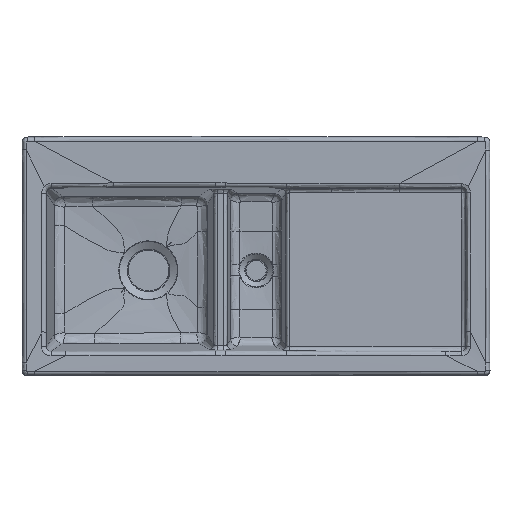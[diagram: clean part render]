
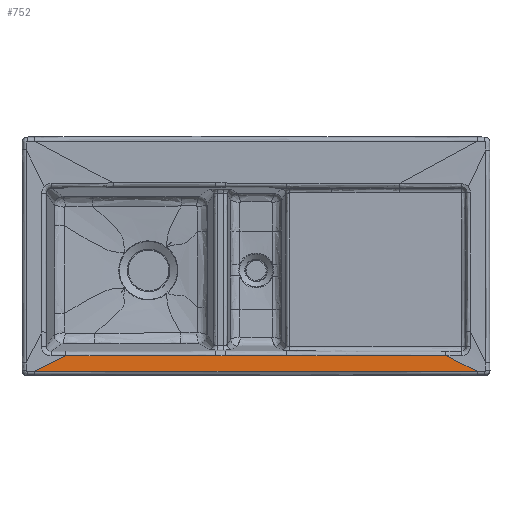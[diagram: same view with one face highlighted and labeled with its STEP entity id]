
A CAD part, top view. The second image highlights one B-rep face of the part: STEP entity #752.
In plain terms, the highlighted free-form (B-spline) face has degree [3, 1] with [4, 2] control points.
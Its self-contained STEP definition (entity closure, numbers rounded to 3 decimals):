
#752=ADVANCED_FACE('',(#1244),#926,.T.);
#926=B_SPLINE_SURFACE_WITH_KNOTS('',3,1,((#32118,#32119),(#32120,#32121),
(#32122,#32123),(#32124,#32125)),.UNSPECIFIED.,.F.,.F.,.F.,(4,4),(2,2),
(0.,1.),(0.,1.),.UNSPECIFIED.);
#1244=FACE_OUTER_BOUND('',#1603,.T.);
#1603=EDGE_LOOP('',(#3131,#3132,#3133,#3134,#3135,#3136,#3137));
#3131=ORIENTED_EDGE('',*,*,#4539,.T.);
#3132=ORIENTED_EDGE('',*,*,#4543,.T.);
#3133=ORIENTED_EDGE('',*,*,#4544,.T.);
#3134=ORIENTED_EDGE('',*,*,#4549,.T.);
#3135=ORIENTED_EDGE('',*,*,#4604,.F.);
#3136=ORIENTED_EDGE('',*,*,#4346,.T.);
#3137=ORIENTED_EDGE('',*,*,#4600,.T.);
#3654=VERTEX_POINT('',#25028);
#3655=VERTEX_POINT('',#25029);
#3723=VERTEX_POINT('',#28685);
#3728=VERTEX_POINT('',#28824);
#3767=VERTEX_POINT('',#30522);
#3768=VERTEX_POINT('',#30523);
#3772=VERTEX_POINT('',#30616);
#4346=EDGE_CURVE('',#3654,#3655,#5109,.T.);
#4539=EDGE_CURVE('',#3767,#3768,#5236,.T.);
#4543=EDGE_CURVE('',#3768,#3723,#5238,.T.);
#4544=EDGE_CURVE('',#3723,#3728,#5239,.T.);
#4549=EDGE_CURVE('',#3728,#3772,#5240,.T.);
#4600=EDGE_CURVE('',#3655,#3767,#5279,.T.);
#4604=EDGE_CURVE('',#3654,#3772,#5283,.T.);
#5109=B_SPLINE_CURVE_WITH_KNOTS('',3,(#25024,#25025,#25026,#25027),
 .UNSPECIFIED.,.F.,.F.,(4,4),(0.,1.),.UNSPECIFIED.);
#5236=B_SPLINE_CURVE_WITH_KNOTS('',3,(#30518,#30519,#30520,#30521),
 .UNSPECIFIED.,.F.,.F.,(4,4),(0.,1.),.UNSPECIFIED.);
#5238=B_SPLINE_CURVE_WITH_KNOTS('',3,(#30547,#30548,#30549,#30550),
 .UNSPECIFIED.,.F.,.F.,(4,4),(0.,1.),.UNSPECIFIED.);
#5239=B_SPLINE_CURVE_WITH_KNOTS('',3,(#30563,#30564,#30565,#30566),
 .UNSPECIFIED.,.F.,.F.,(4,4),(0.,1.),.UNSPECIFIED.);
#5240=B_SPLINE_CURVE_WITH_KNOTS('',3,(#30617,#30618,#30619,#30620),
 .UNSPECIFIED.,.F.,.F.,(4,4),(0.,1.),.UNSPECIFIED.);
#5279=B_SPLINE_CURVE_WITH_KNOTS('',3,(#32060,#32061,#32062,#32063),
 .UNSPECIFIED.,.F.,.F.,(4,4),(0.,1.),.UNSPECIFIED.);
#5283=B_SPLINE_CURVE_WITH_KNOTS('',3,(#32112,#32113,#32114,#32115,#32116,
#32117),.UNSPECIFIED.,.F.,.F.,(4,1,1,4),(0.,0.113,0.493,
1.),.UNSPECIFIED.);
#25024=CARTESIAN_POINT('',(407.1,-183.099,-0.823));
#25025=CARTESIAN_POINT('',(293.311,-182.725,-0.823));
#25026=CARTESIAN_POINT('',(179.523,-182.512,-0.823));
#25027=CARTESIAN_POINT('',(65.737,-182.462,-0.823));
#25028=CARTESIAN_POINT('',(407.1,-183.099,-0.824));
#25029=CARTESIAN_POINT('',(65.734,-182.462,-0.823));
#28685=CARTESIAN_POINT('',(-406.963,-183.098,-0.823));
#28824=CARTESIAN_POINT('',(-473.452,-216.194,-0.166));
#30518=CARTESIAN_POINT('',(-65.945,-182.461,-0.823));
#30519=CARTESIAN_POINT('',(-72.931,-182.465,-0.823));
#30520=CARTESIAN_POINT('',(-79.916,-182.47,-0.823));
#30521=CARTESIAN_POINT('',(-86.901,-182.475,-0.823));
#30522=CARTESIAN_POINT('',(-65.945,-182.462,-0.823));
#30523=CARTESIAN_POINT('',(-86.901,-182.474,-0.823));
#30547=CARTESIAN_POINT('',(-86.901,-182.474,-0.823));
#30548=CARTESIAN_POINT('',(-193.587,-182.54,-0.823));
#30549=CARTESIAN_POINT('',(-300.275,-182.748,-0.823));
#30550=CARTESIAN_POINT('',(-406.963,-183.098,-0.823));
#30563=CARTESIAN_POINT('',(-406.963,-183.098,-0.823));
#30564=CARTESIAN_POINT('',(-429.26,-194.197,-0.603));
#30565=CARTESIAN_POINT('',(-451.424,-205.229,-0.384));
#30566=CARTESIAN_POINT('',(-473.452,-216.194,-0.166));
#30616=CARTESIAN_POINT('',(472.937,-216.195,-0.166));
#30617=CARTESIAN_POINT('',(-473.452,-216.194,-0.166));
#30618=CARTESIAN_POINT('',(-157.992,-214.951,-0.166));
#30619=CARTESIAN_POINT('',(157.476,-214.951,-0.166));
#30620=CARTESIAN_POINT('',(472.937,-216.195,-0.166));
#32060=CARTESIAN_POINT('',(65.737,-182.462,-0.823));
#32061=CARTESIAN_POINT('',(21.843,-182.438,-0.823));
#32062=CARTESIAN_POINT('',(-22.051,-182.438,-0.823));
#32063=CARTESIAN_POINT('',(-65.945,-182.462,-0.823));
#32112=CARTESIAN_POINT('',(407.1,-183.099,-0.823));
#32113=CARTESIAN_POINT('',(409.579,-184.346,-0.799));
#32114=CARTESIAN_POINT('',(420.4,-189.785,-0.691));
#32115=CARTESIAN_POINT('',(442.346,-200.817,-0.472));
#32116=CARTESIAN_POINT('',(461.813,-210.603,-0.277));
#32117=CARTESIAN_POINT('',(472.937,-216.195,-0.166));
#32118=CARTESIAN_POINT('',(-479.092,-216.414,-0.162));
#32119=CARTESIAN_POINT('',(-485.568,-183.191,-0.827));
#32120=CARTESIAN_POINT('',(-159.872,-215.141,-0.162));
#32121=CARTESIAN_POINT('',(-162.03,-181.884,-0.827));
#32122=CARTESIAN_POINT('',(159.356,-215.141,-0.162));
#32123=CARTESIAN_POINT('',(161.516,-181.884,-0.827));
#32124=CARTESIAN_POINT('',(478.577,-216.415,-0.162));
#32125=CARTESIAN_POINT('',(485.054,-183.192,-0.827));
